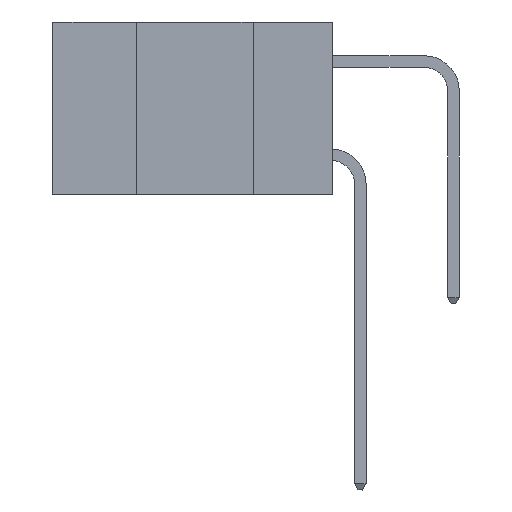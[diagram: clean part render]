
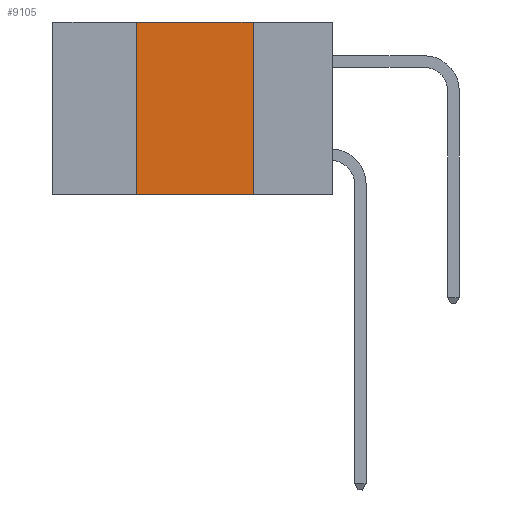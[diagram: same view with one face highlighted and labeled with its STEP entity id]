
A CAD part, left-side view. The second image highlights one B-rep face of the part: STEP entity #9105.
In plain terms, the highlighted planar face has unit normal (-1, 0, 0).
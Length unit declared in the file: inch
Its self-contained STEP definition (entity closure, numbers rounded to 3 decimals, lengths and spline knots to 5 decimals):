
#960 = DIRECTION ( 'NONE',  ( 0., 0., 1. ) ) ;
#2233 = ORIENTED_EDGE ( 'NONE', *, *, #14465, .F. ) ;
#3623 = CARTESIAN_POINT ( 'NONE',  ( 0., 0.17, -0.37 ) ) ;
#4310 = EDGE_CURVE ( 'NONE', #4944, #7266, #14106, .T. ) ;
#4944 = VERTEX_POINT ( 'NONE', #7471 ) ;
#5923 = VECTOR ( 'NONE', #11333, 39.37008 ) ;
#7266 = VERTEX_POINT ( 'NONE', #9268 ) ;
#7471 = CARTESIAN_POINT ( 'NONE',  ( 0., 0.42, -0.37 ) ) ;
#7506 = EDGE_LOOP ( 'NONE', ( #11862, #2233, #14438, #14687 ) ) ;
#8080 = CARTESIAN_POINT ( 'NONE',  ( 0., 0.6, 0. ) ) ;
#9105 = ADVANCED_FACE ( 'NONE', ( #16358 ), #13117, .F. ) ;
#9135 = EDGE_CURVE ( 'NONE', #12582, #14027, #10607, .T. ) ;
#9268 = CARTESIAN_POINT ( 'NONE',  ( 0., 0.42, 0. ) ) ;
#9341 = DIRECTION ( 'NONE',  ( 0., 0., -1. ) ) ;
#9495 = CARTESIAN_POINT ( 'NONE',  ( 0., 0.6, -0.37 ) ) ;
#9544 = VECTOR ( 'NONE', #14750, 39.37008 ) ;
#10212 = VECTOR ( 'NONE', #13779, 39.37008 ) ;
#10607 = LINE ( 'NONE', #13664, #10212 ) ;
#10982 = CARTESIAN_POINT ( 'NONE',  ( 0., 0.42, 0. ) ) ;
#11333 = DIRECTION ( 'NONE',  ( 0., -1., 0. ) ) ;
#11862 = ORIENTED_EDGE ( 'NONE', *, *, #9135, .F. ) ;
#12582 = VERTEX_POINT ( 'NONE', #12806 ) ;
#12707 = LINE ( 'NONE', #16381, #5923 ) ;
#12806 = CARTESIAN_POINT ( 'NONE',  ( 0., 0.17, 0. ) ) ;
#13117 = PLANE ( 'NONE',  #13228 ) ;
#13184 = EDGE_CURVE ( 'NONE', #4944, #14027, #13328, .T. ) ;
#13228 = AXIS2_PLACEMENT_3D ( 'NONE', #8080, #14479, #9341 ) ;
#13328 = LINE ( 'NONE', #9495, #9544 ) ;
#13664 = CARTESIAN_POINT ( 'NONE',  ( 0., 0.17, 0. ) ) ;
#13779 = DIRECTION ( 'NONE',  ( 0., 0., -1. ) ) ;
#14027 = VERTEX_POINT ( 'NONE', #3623 ) ;
#14106 = LINE ( 'NONE', #10982, #16101 ) ;
#14438 = ORIENTED_EDGE ( 'NONE', *, *, #4310, .F. ) ;
#14465 = EDGE_CURVE ( 'NONE', #7266, #12582, #12707, .T. ) ;
#14479 = DIRECTION ( 'NONE',  ( 1., 0., 0. ) ) ;
#14687 = ORIENTED_EDGE ( 'NONE', *, *, #13184, .T. ) ;
#14750 = DIRECTION ( 'NONE',  ( 0., -1., 0. ) ) ;
#16101 = VECTOR ( 'NONE', #960, 39.37008 ) ;
#16358 = FACE_OUTER_BOUND ( 'NONE', #7506, .T. ) ;
#16381 = CARTESIAN_POINT ( 'NONE',  ( 0., 0.6, 0. ) ) ;
